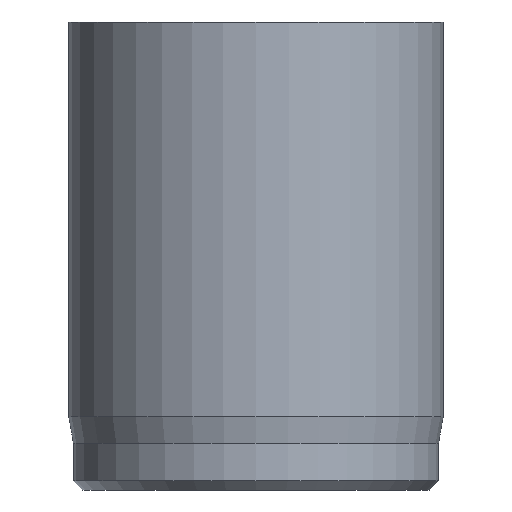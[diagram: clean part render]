
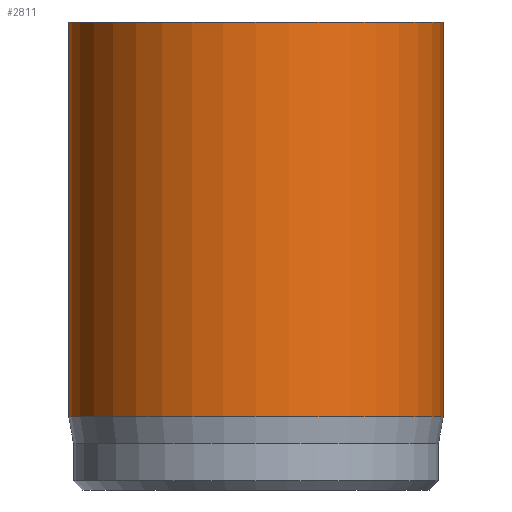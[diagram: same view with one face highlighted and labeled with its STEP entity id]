
A CAD part, front view. The second image highlights one B-rep face of the part: STEP entity #2811.
In plain terms, the highlighted cylindrical face has radius 4 mm (diameter 8 mm), a full revolution.
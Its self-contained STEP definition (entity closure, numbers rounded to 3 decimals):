
#31=CYLINDRICAL_SURFACE('',#2936,4.);
#44=CIRCLE('',#2912,4.);
#55=CIRCLE('',#2934,4.);
#56=CIRCLE('',#2935,4.);
#266=FACE_OUTER_BOUND('',#439,.T.);
#439=EDGE_LOOP('',(#2460,#2461,#2462,#2463,#2464));
#613=LINE('',#5589,#793);
#793=VECTOR('',#3226,4.);
#1266=VERTEX_POINT('',#5545);
#1277=VERTEX_POINT('',#5583);
#1278=VERTEX_POINT('',#5584);
#1662=EDGE_CURVE('',#1266,#1266,#44,.T.);
#1678=EDGE_CURVE('',#1277,#1278,#55,.T.);
#1679=EDGE_CURVE('',#1278,#1277,#56,.T.);
#1681=EDGE_CURVE('',#1266,#1277,#613,.T.);
#2460=ORIENTED_EDGE('',*,*,#1662,.T.);
#2461=ORIENTED_EDGE('',*,*,#1681,.T.);
#2462=ORIENTED_EDGE('',*,*,#1678,.T.);
#2463=ORIENTED_EDGE('',*,*,#1679,.T.);
#2464=ORIENTED_EDGE('',*,*,#1681,.F.);
#2811=ADVANCED_FACE('',(#266),#31,.T.);
#2912=AXIS2_PLACEMENT_3D('',#5546,#3170,#3171);
#2934=AXIS2_PLACEMENT_3D('',#5585,#3219,#3220);
#2935=AXIS2_PLACEMENT_3D('',#5586,#3221,#3222);
#2936=AXIS2_PLACEMENT_3D('',#5588,#3224,#3225);
#3170=DIRECTION('center_axis',(0.,0.,-1.));
#3171=DIRECTION('ref_axis',(-1.,0.,0.));
#3219=DIRECTION('center_axis',(0.,0.,1.));
#3220=DIRECTION('ref_axis',(-1.,0.,0.));
#3221=DIRECTION('center_axis',(0.,0.,1.));
#3222=DIRECTION('ref_axis',(-1.,0.,0.));
#3224=DIRECTION('center_axis',(0.,0.,1.));
#3225=DIRECTION('ref_axis',(-1.,0.,0.));
#3226=DIRECTION('',(0.,0.,-1.));
#5545=CARTESIAN_POINT('',(4.,0.,10.));
#5546=CARTESIAN_POINT('Origin',(0.,0.,10.));
#5583=CARTESIAN_POINT('',(4.,0.,1.567));
#5584=CARTESIAN_POINT('',(-4.,0.,1.567));
#5585=CARTESIAN_POINT('Origin',(0.,0.,1.567));
#5586=CARTESIAN_POINT('Origin',(0.,0.,1.567));
#5588=CARTESIAN_POINT('Origin',(0.,0.,0.));
#5589=CARTESIAN_POINT('',(4.,0.,0.));
